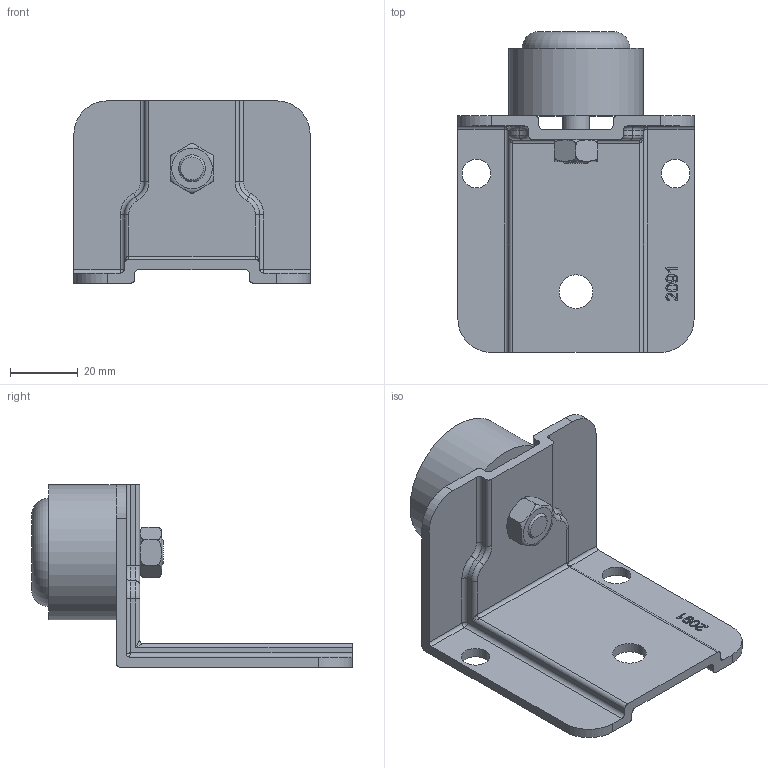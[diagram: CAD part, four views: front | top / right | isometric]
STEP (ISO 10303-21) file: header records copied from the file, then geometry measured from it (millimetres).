
FILE_DESCRIPTION(/* description */ (''),/* implementation_level */ '2;1');
FILE_NAME(/* name */ '2091.stp',/* time_stamp */ '2023-11-03T14:50:51+01:00',/* author */ ('DOMINIQUE'),/* organization */ (''),/* preprocessor_version */ 'ST-DEVELOPER v18.1',/* originating_system */ 'Autodesk Inventor 2021',/* authorisation */ '');
FILE_SCHEMA (('CONFIG_CONTROL_DESIGN'));
Length unit declared in the file: millimetre
Products named in the file (5): 2091; 15363; 12692; 04520; 06103
Assembly tree (4 placements, depth 2):
  2091
    15363
    12692
    04520
    06103
Bounding box: 70 x 95 x 54 mm (x, y, z)
Volume: 55951.2 mm3; surface area: 26254.7 mm2
Topology: 4 solids, 4 shells, 185 faces, 465 edges, 288 vertices
Faces by surface type: plane 60, cylinder 51, bspline 40, torus 31, sphere 2, cone 1
Full cylindrical faces by diameter (mm): 6.647 x1, 7 x1, 8 x1, 8.5 x3, 10 x1, 12 x1, 40 x1
Entity records: 6538 total; most frequent: CARTESIAN_POINT 2162, ORIENTED_EDGE 914, DIRECTION 796, EDGE_CURVE 457, AXIS2_PLACEMENT_3D 295, VERTEX_POINT 288, LINE 206, VECTOR 206
